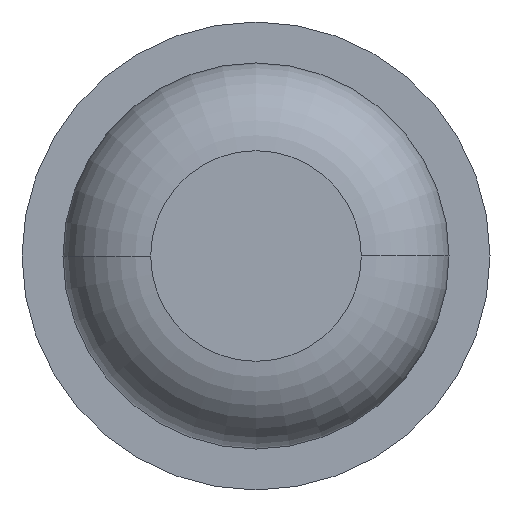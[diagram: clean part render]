
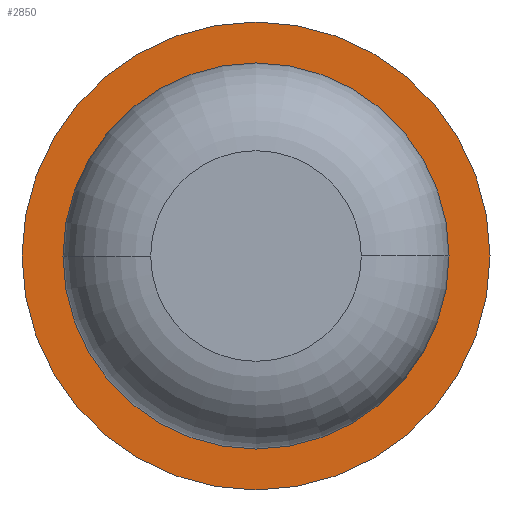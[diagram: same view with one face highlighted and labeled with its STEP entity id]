
A CAD part, front view. The second image highlights one B-rep face of the part: STEP entity #2850.
In plain terms, the highlighted planar face has unit normal (0, -1, 0).
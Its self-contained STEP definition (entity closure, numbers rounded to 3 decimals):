
#35 = AXIS2_PLACEMENT_3D ( 'NONE', #3659, #1204, #3326 ) ;
#175 = CARTESIAN_POINT ( 'NONE',  ( 0., -6., 0. ) ) ;
#211 = ORIENTED_EDGE ( 'NONE', *, *, #464, .F. ) ;
#275 = CIRCLE ( 'NONE', #3923, 1. ) ;
#429 = PLANE ( 'NONE',  #1075 ) ;
#448 = EDGE_LOOP ( 'NONE', ( #3535, #1313 ) ) ;
#464 = EDGE_CURVE ( 'Defeature ausgef�hrt3_6+Defeature ausgef�hrt3_5+Defeature ausgef�hrt3_5+Defeature ausgef�hrt3_5', #2883, #3720, #275, .T. ) ;
#760 = FACE_OUTER_BOUND ( 'NONE', #3129, .T. ) ;
#790 = DIRECTION ( 'NONE',  ( 0., 1., 0. ) ) ;
#845 = CARTESIAN_POINT ( 'NONE',  ( -0.825, -6., 0. ) ) ;
#1044 = DIRECTION ( 'NONE',  ( 0., 1., 0. ) ) ;
#1051 = CARTESIAN_POINT ( 'NONE',  ( 1., -6., 0. ) ) ;
#1075 = AXIS2_PLACEMENT_3D ( 'NONE', #2589, #790, #2937 ) ;
#1204 = DIRECTION ( 'NONE',  ( 0., 1., 0. ) ) ;
#1242 = FACE_BOUND ( 'NONE', #448, .T. ) ;
#1313 = ORIENTED_EDGE ( 'NONE', *, *, #3803, .T. ) ;
#1364 = VERTEX_POINT ( 'NONE', #845 ) ;
#1859 = ORIENTED_EDGE ( 'NONE', *, *, #3333, .F. ) ;
#1887 = EDGE_CURVE ( 'Defeature ausgef�hrt3_5+Defeature ausgef�hrt3_0+Defeature ausgef�hrt3_0+Defeature ausgef�hrt3_0', #1364, #2550, #2779, .T. ) ;
#1918 = CIRCLE ( 'NONE', #35, 1. ) ;
#2442 = CARTESIAN_POINT ( 'NONE',  ( -1., -6., 0. ) ) ;
#2550 = VERTEX_POINT ( 'NONE', #3573 ) ;
#2579 = DIRECTION ( 'NONE',  ( -1., 0., 0. ) ) ;
#2589 = CARTESIAN_POINT ( 'NONE',  ( 0.825, -6., 0. ) ) ;
#2743 = AXIS2_PLACEMENT_3D ( 'NONE', #175, #3552, #2579 ) ;
#2779 = CIRCLE ( 'NONE', #2743, 0.825 ) ;
#2790 = AXIS2_PLACEMENT_3D ( 'NONE', #2907, #1044, #3811 ) ;
#2850 = ADVANCED_FACE ( 'Defeature ausgef�hrt3_5', ( #760, #1242 ), #429, .F. ) ;
#2883 = VERTEX_POINT ( 'NONE', #1051 ) ;
#2907 = CARTESIAN_POINT ( 'NONE',  ( 0., -6., 0. ) ) ;
#2937 = DIRECTION ( 'NONE',  ( -1., 0., 0. ) ) ;
#3020 = DIRECTION ( 'NONE',  ( 0., 1., 0. ) ) ;
#3129 = EDGE_LOOP ( 'NONE', ( #1859, #211 ) ) ;
#3307 = DIRECTION ( 'NONE',  ( -1., 0., 0. ) ) ;
#3326 = DIRECTION ( 'NONE',  ( -1., 0., 0. ) ) ;
#3333 = EDGE_CURVE ( 'Defeature ausgef�hrt3_6+Defeature ausgef�hrt3_5+Defeature ausgef�hrt3_5+Defeature ausgef�hrt3_5', #3720, #2883, #1918, .T. ) ;
#3535 = ORIENTED_EDGE ( 'NONE', *, *, #1887, .T. ) ;
#3552 = DIRECTION ( 'NONE',  ( 0., 1., 0. ) ) ;
#3573 = CARTESIAN_POINT ( 'NONE',  ( 0.825, -6., 0. ) ) ;
#3659 = CARTESIAN_POINT ( 'NONE',  ( 0., -6., 0. ) ) ;
#3720 = VERTEX_POINT ( 'NONE', #2442 ) ;
#3803 = EDGE_CURVE ( 'Defeature ausgef�hrt3_5+Defeature ausgef�hrt3_0+Defeature ausgef�hrt3_0+Defeature ausgef�hrt3_0', #2550, #1364, #3820, .T. ) ;
#3811 = DIRECTION ( 'NONE',  ( -1., 0., 0. ) ) ;
#3820 = CIRCLE ( 'NONE', #2790, 0.825 ) ;
#3902 = CARTESIAN_POINT ( 'NONE',  ( 0., -6., 0. ) ) ;
#3923 = AXIS2_PLACEMENT_3D ( 'NONE', #3902, #3020, #3307 ) ;
